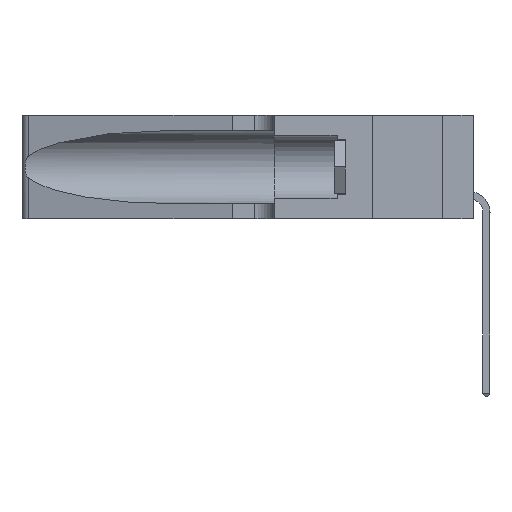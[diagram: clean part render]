
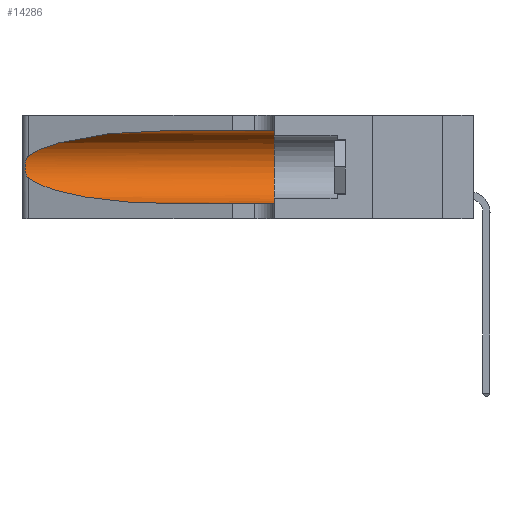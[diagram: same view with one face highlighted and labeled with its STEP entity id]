
A CAD part, left-side view. The second image highlights one B-rep face of the part: STEP entity #14286.
In plain terms, the highlighted cylindrical face has radius 3.308 mm (diameter 6.617 mm), a partial arc.
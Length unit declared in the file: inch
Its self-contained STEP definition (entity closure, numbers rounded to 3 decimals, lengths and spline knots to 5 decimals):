
#245 = AXIS2_PLACEMENT_3D ( 'NONE', #3841, #6616, #17438 ) ;
#473 = CARTESIAN_POINT ( 'NONE',  ( 0.25854, 1.2359, 0.20912 ) ) ;
#586 = CARTESIAN_POINT ( 'NONE',  ( 0.2373, 1.15595, 0.28018 ) ) ;
#793 = LINE ( 'NONE', #1871, #8421 ) ;
#845 = CARTESIAN_POINT ( 'NONE',  ( 0.25789, 1.23486, 0.15765 ) ) ;
#968 = LINE ( 'NONE', #7890, #11464 ) ;
#1871 = CARTESIAN_POINT ( 'NONE',  ( 0.1305, 1.61858, 0.05475 ) ) ;
#1876 = EDGE_CURVE ( 'NONE', #8940, #11848, #793, .T. ) ;
#1894 = EDGE_CURVE ( 'NONE', #10581, #11848, #13642, .T. ) ;
#1921 = CARTESIAN_POINT ( 'NONE',  ( 0.25487, 1.22718, 0.22369 ) ) ;
#2207 = CARTESIAN_POINT ( 'NONE',  ( 0.26075, 1.23896, 0.19203 ) ) ;
#2276 = ORIENTED_EDGE ( 'NONE', *, *, #12158, .T. ) ;
#2552 = CARTESIAN_POINT ( 'NONE',  ( 0.1305, 0.35, 0.31525 ) ) ;
#3341 = CARTESIAN_POINT ( 'NONE',  ( 0.1305, 0.35, 0.185 ) ) ;
#3424 = CARTESIAN_POINT ( 'NONE',  ( 0.25787, 1.23484, 0.2124 ) ) ;
#3594 = CARTESIAN_POINT ( 'NONE',  ( 0.25487, 1.22718, 0.22369 ) ) ;
#3751 = AXIS2_PLACEMENT_3D ( 'NONE', #3341, #4678, #10999 ) ;
#3800 = CARTESIAN_POINT ( 'NONE',  ( 0.25555, 1.22993, 0.14849 ) ) ;
#3841 = CARTESIAN_POINT ( 'NONE',  ( 0.1305, 1.61858, 0.185 ) ) ;
#4586 = CARTESIAN_POINT ( 'NONE',  ( 0.1305, 0.72297, 0.05475 ) ) ;
#4640 = VERTEX_POINT ( 'NONE', #1921 ) ;
#4678 = DIRECTION ( 'NONE',  ( 0., 1., 0. ) ) ;
#4962 = VERTEX_POINT ( 'NONE', #8937 ) ;
#5415 = CARTESIAN_POINT ( 'NONE',  ( 0.26018, 1.23835, 0.19895 ) ) ;
#6101 = ORIENTED_EDGE ( 'NONE', *, *, #19396, .T. ) ;
#6616 = DIRECTION ( 'NONE',  ( 0., -1., 0. ) ) ;
#6771 = CARTESIAN_POINT ( 'NONE',  ( 0.1305, 0.72297, 0.31525 ) ) ;
#7466 = EDGE_LOOP ( 'NONE', ( #17960, #2276, #6101, #16608, #17866, #18876 ) ) ;
#7890 = CARTESIAN_POINT ( 'NONE',  ( 0.1305, 1.61858, 0.31525 ) ) ;
#7931 = EDGE_CURVE ( 'NONE', #4962, #10581, #968, .T. ) ;
#8007 = CARTESIAN_POINT ( 'NONE',  ( 0.1305, 0.72297, 0.05475 ) ) ;
#8153 = CARTESIAN_POINT ( 'NONE',  ( 0.25639, 1.23184, 0.21858 ) ) ;
#8421 = VECTOR ( 'NONE', #13932, 39.37008 ) ;
#8812 = CARTESIAN_POINT ( 'NONE',  ( 0.25856, 1.23593, 0.16098 ) ) ;
#8833 = CARTESIAN_POINT ( 'NONE',  ( 0.26017, 1.23833, 0.17102 ) ) ;
#8853 = CARTESIAN_POINT ( 'NONE',  ( 0.1305, 0.35, 0.05475 ) ) ;
#8937 = CARTESIAN_POINT ( 'NONE',  ( 0.1305, 0.72297, 0.31525 ) ) ;
#8940 = VERTEX_POINT ( 'NONE', #4586 ) ;
#9698 = CARTESIAN_POINT ( 'NONE',  ( 0.2373, 1.15595, 0.08982 ) ) ;
#9779 = CARTESIAN_POINT ( 'NONE',  ( 0.25555, 1.22994, 0.2215 ) ) ;
#10051 =( BOUNDED_CURVE ( )  B_SPLINE_CURVE ( 3, ( #6771, #11319, #586, #3594 ),
 .UNSPECIFIED., .F., .T. ) 
 B_SPLINE_CURVE_WITH_KNOTS ( ( 4, 4 ),
 ( 1.5708, 2.84003 ),
 .UNSPECIFIED. ) 
 CURVE ( )  GEOMETRIC_REPRESENTATION_ITEM ( )  RATIONAL_B_SPLINE_CURVE ( ( 1., 0.87, 0.87, 1. ) ) 
 REPRESENTATION_ITEM ( '' )  );
#10581 = VERTEX_POINT ( 'NONE', #2552 ) ;
#10617 = CARTESIAN_POINT ( 'NONE',  ( 0.25487, 1.22718, 0.14631 ) ) ;
#10839 = DIRECTION ( 'NONE',  ( 0., -1., 0. ) ) ;
#10999 = DIRECTION ( 'NONE',  ( 0., 0., 1. ) ) ;
#11319 = CARTESIAN_POINT ( 'NONE',  ( 0.18966, 0.96281, 0.31525 ) ) ;
#11464 = VECTOR ( 'NONE', #10839, 39.37008 ) ;
#11848 = VERTEX_POINT ( 'NONE', #8853 ) ;
#12158 = EDGE_CURVE ( 'NONE', #4640, #18375, #18607, .T. ) ;
#12916 = CARTESIAN_POINT ( 'NONE',  ( 0.25487, 1.22718, 0.22369 ) ) ;
#13642 = CIRCLE ( 'NONE', #3751, 0.13025 ) ;
#13932 = DIRECTION ( 'NONE',  ( 0., -1., 0. ) ) ;
#14212 =( BOUNDED_CURVE ( )  B_SPLINE_CURVE ( 3, ( #17150, #9698, #14266, #8007 ),
 .UNSPECIFIED., .F., .F. ) 
 B_SPLINE_CURVE_WITH_KNOTS ( ( 4, 4 ),
 ( 3.44316, 4.71239 ),
 .UNSPECIFIED. ) 
 CURVE ( )  GEOMETRIC_REPRESENTATION_ITEM ( )  RATIONAL_B_SPLINE_CURVE ( ( 1., 0.87, 0.87, 1. ) ) 
 REPRESENTATION_ITEM ( '' )  );
#14266 = CARTESIAN_POINT ( 'NONE',  ( 0.18966, 0.96281, 0.05475 ) ) ;
#14286 = ADVANCED_FACE ( 'NONE', ( #14647 ), #17057, .F. ) ;
#14647 = FACE_OUTER_BOUND ( 'NONE', #7466, .T. ) ;
#15964 = CARTESIAN_POINT ( 'NONE',  ( 0.26075, 1.23896, 0.178 ) ) ;
#16608 = ORIENTED_EDGE ( 'NONE', *, *, #1876, .T. ) ;
#16823 = EDGE_CURVE ( 'NONE', #4962, #4640, #10051, .T. ) ;
#17057 = CYLINDRICAL_SURFACE ( 'NONE', #245, 0.13025 ) ;
#17150 = CARTESIAN_POINT ( 'NONE',  ( 0.25487, 1.22718, 0.14631 ) ) ;
#17438 = DIRECTION ( 'NONE',  ( 0., 0., -1. ) ) ;
#17782 = CARTESIAN_POINT ( 'NONE',  ( 0.25639, 1.23186, 0.15144 ) ) ;
#17866 = ORIENTED_EDGE ( 'NONE', *, *, #1894, .F. ) ;
#17960 = ORIENTED_EDGE ( 'NONE', *, *, #16823, .T. ) ;
#18375 = VERTEX_POINT ( 'NONE', #10617 ) ;
#18607 = B_SPLINE_CURVE_WITH_KNOTS ( 'NONE', 3,
 ( #12916, #9779, #8153, #3424, #473, #5415, #2207, #15964, #8833, #8812, #845, #17782, #3800, #18710 ),
 .UNSPECIFIED., .F., .F.,
 ( 4, 2, 2, 2, 2, 2, 4 ),
 ( 0., 0.00027, 0.00053, 0.00107, 0.0016, 0.00187, 0.00214 ),
 .UNSPECIFIED. ) ;
#18710 = CARTESIAN_POINT ( 'NONE',  ( 0.25487, 1.22718, 0.14631 ) ) ;
#18876 = ORIENTED_EDGE ( 'NONE', *, *, #7931, .F. ) ;
#19396 = EDGE_CURVE ( 'NONE', #18375, #8940, #14212, .T. ) ;
